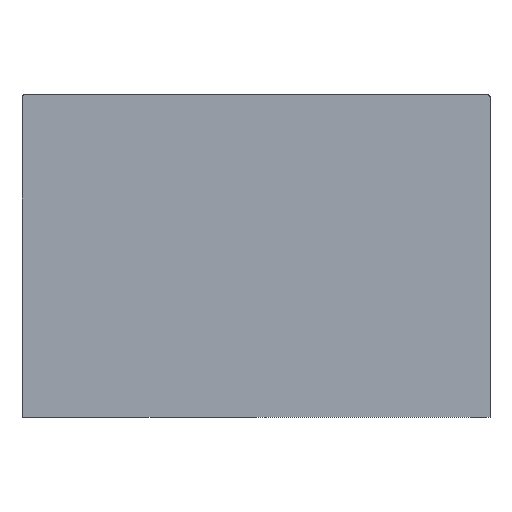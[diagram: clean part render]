
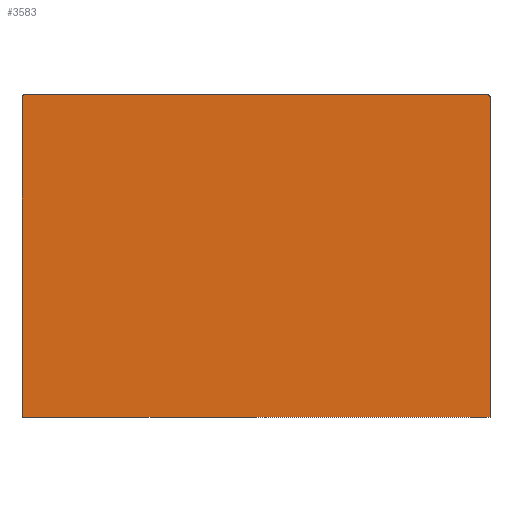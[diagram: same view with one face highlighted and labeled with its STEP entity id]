
A CAD part, left-side view. The second image highlights one B-rep face of the part: STEP entity #3583.
In plain terms, the highlighted planar face has unit normal (-1, 0, 0).
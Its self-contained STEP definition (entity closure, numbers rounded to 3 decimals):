
#22 = DIRECTION ( 'NONE',  ( 0., 0., 1. ) ) ;
#205 = ORIENTED_EDGE ( 'NONE', *, *, #5636, .T. ) ;
#206 = CARTESIAN_POINT ( 'NONE',  ( -530., 572.5, 0. ) ) ;
#254 = CARTESIAN_POINT ( 'NONE',  ( -530., -567.5, 788.2 ) ) ;
#291 = DIRECTION ( 'NONE',  ( 0., 0., -1. ) ) ;
#327 = EDGE_CURVE ( 'NONE', #660, #7812, #8798, .T. ) ;
#368 = ORIENTED_EDGE ( 'NONE', *, *, #9934, .T. ) ;
#380 = DIRECTION ( 'NONE',  ( -1., 0., 0. ) ) ;
#660 = VERTEX_POINT ( 'NONE', #6859 ) ;
#1107 = ORIENTED_EDGE ( 'NONE', *, *, #2185, .F. ) ;
#1453 = LINE ( 'NONE', #12854, #16268 ) ;
#2065 = FACE_OUTER_BOUND ( 'NONE', #14696, .T. ) ;
#2150 = VERTEX_POINT ( 'NONE', #206 ) ;
#2185 = EDGE_CURVE ( 'NONE', #2150, #15617, #11442, .T. ) ;
#2971 = AXIS2_PLACEMENT_3D ( 'NONE', #13277, #380, #291 ) ;
#3583 = ADVANCED_FACE ( 'NONE', ( #2065 ), #4762, .F. ) ;
#4753 = AXIS2_PLACEMENT_3D ( 'NONE', #11411, #11326, #11503 ) ;
#4762 = PLANE ( 'NONE',  #7670 ) ;
#5379 = VECTOR ( 'NONE', #9878, 1000. ) ;
#5574 = CARTESIAN_POINT ( 'NONE',  ( -530., 572.5, 788.2 ) ) ;
#5636 = EDGE_CURVE ( 'NONE', #9228, #15617, #14681, .T. ) ;
#6472 = DIRECTION ( 'NONE',  ( 0., 0., -1. ) ) ;
#6859 = CARTESIAN_POINT ( 'NONE',  ( -530., -572.5, 0. ) ) ;
#6948 = LINE ( 'NONE', #12627, #5379 ) ;
#7580 = VECTOR ( 'NONE', #14535, 1000. ) ;
#7670 = AXIS2_PLACEMENT_3D ( 'NONE', #10355, #16088, #6472 ) ;
#7812 = VERTEX_POINT ( 'NONE', #8052 ) ;
#8052 = CARTESIAN_POINT ( 'NONE',  ( -530., -572.5, 783.2 ) ) ;
#8514 = CARTESIAN_POINT ( 'NONE',  ( -530., -572.5, 788.2 ) ) ;
#8678 = EDGE_CURVE ( 'NONE', #7812, #17777, #11714, .T. ) ;
#8798 = LINE ( 'NONE', #8514, #7580 ) ;
#9228 = VERTEX_POINT ( 'NONE', #13414 ) ;
#9878 = DIRECTION ( 'NONE',  ( 0., -1., 0. ) ) ;
#9934 = EDGE_CURVE ( 'NONE', #2150, #660, #6948, .T. ) ;
#10355 = CARTESIAN_POINT ( 'NONE',  ( -530., 572.5, 788.2 ) ) ;
#11129 = ORIENTED_EDGE ( 'NONE', *, *, #327, .T. ) ;
#11326 = DIRECTION ( 'NONE',  ( -1., 0., 0. ) ) ;
#11391 = EDGE_CURVE ( 'NONE', #9228, #17777, #1453, .T. ) ;
#11411 = CARTESIAN_POINT ( 'NONE',  ( -530., 567.5, 783.2 ) ) ;
#11442 = LINE ( 'NONE', #5574, #11605 ) ;
#11503 = DIRECTION ( 'NONE',  ( 0., 0., -1. ) ) ;
#11605 = VECTOR ( 'NONE', #22, 1000. ) ;
#11714 = CIRCLE ( 'NONE', #2971, 5. ) ;
#11725 = ORIENTED_EDGE ( 'NONE', *, *, #11391, .F. ) ;
#12627 = CARTESIAN_POINT ( 'NONE',  ( -530., 572.5, 0. ) ) ;
#12854 = CARTESIAN_POINT ( 'NONE',  ( -530., 572.5, 788.2 ) ) ;
#13277 = CARTESIAN_POINT ( 'NONE',  ( -530., -567.5, 783.2 ) ) ;
#13414 = CARTESIAN_POINT ( 'NONE',  ( -530., 567.5, 788.2 ) ) ;
#14535 = DIRECTION ( 'NONE',  ( 0., 0., 1. ) ) ;
#14681 = CIRCLE ( 'NONE', #4753, 5. ) ;
#14696 = EDGE_LOOP ( 'NONE', ( #11129, #16542, #11725, #205, #1107, #368 ) ) ;
#15617 = VERTEX_POINT ( 'NONE', #17523 ) ;
#15659 = DIRECTION ( 'NONE',  ( 0., -1., 0. ) ) ;
#16088 = DIRECTION ( 'NONE',  ( 1., 0., 0. ) ) ;
#16268 = VECTOR ( 'NONE', #15659, 1000. ) ;
#16542 = ORIENTED_EDGE ( 'NONE', *, *, #8678, .T. ) ;
#17523 = CARTESIAN_POINT ( 'NONE',  ( -530., 572.5, 783.2 ) ) ;
#17777 = VERTEX_POINT ( 'NONE', #254 ) ;
